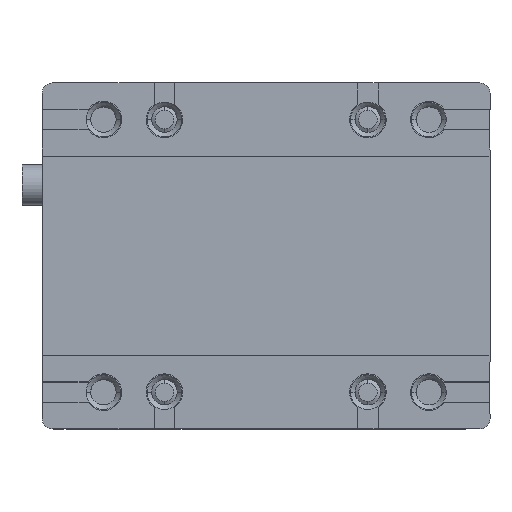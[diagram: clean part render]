
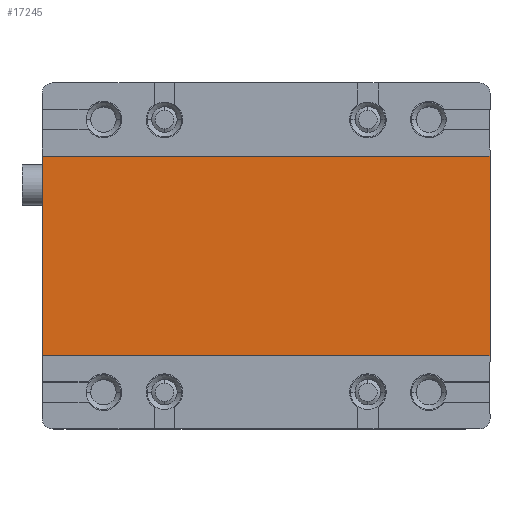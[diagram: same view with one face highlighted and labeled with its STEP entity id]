
A CAD part, top view. The second image highlights one B-rep face of the part: STEP entity #17245.
In plain terms, the highlighted planar face has unit normal (0, 0, 1).
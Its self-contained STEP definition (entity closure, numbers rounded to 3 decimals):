
#181 = VERTEX_POINT ( 'NONE', #14144 ) ;
#1455 = VECTOR ( 'NONE', #14286, 1000. ) ;
#2096 = ORIENTED_EDGE ( 'NONE', *, *, #6448, .T. ) ;
#2727 = DIRECTION ( 'NONE',  ( 1., 0., 0. ) ) ;
#3143 = CARTESIAN_POINT ( 'NONE',  ( 11., -4.9, 5.4 ) ) ;
#3262 = CARTESIAN_POINT ( 'NONE',  ( -11., 4.9, 5.4 ) ) ;
#4433 = PLANE ( 'NONE',  #19586 ) ;
#4548 = DIRECTION ( 'NONE',  ( 1., 0., 0. ) ) ;
#5467 = VECTOR ( 'NONE', #2727, 1000. ) ;
#6448 = EDGE_CURVE ( 'NONE', #18605, #181, #19032, .T. ) ;
#6530 = EDGE_CURVE ( 'NONE', #11523, #18605, #18912, .T. ) ;
#7733 = CARTESIAN_POINT ( 'NONE',  ( -11., 4.9, 5.4 ) ) ;
#7813 = EDGE_LOOP ( 'NONE', ( #12186, #22041, #2096, #12668 ) ) ;
#8084 = FACE_OUTER_BOUND ( 'NONE', #7813, .T. ) ;
#9180 = LINE ( 'NONE', #7733, #1455 ) ;
#9447 = CARTESIAN_POINT ( 'NONE',  ( -11., 4.9, 5.4 ) ) ;
#10041 = CARTESIAN_POINT ( 'NONE',  ( 11., 4.9, 5.4 ) ) ;
#11523 = VERTEX_POINT ( 'NONE', #14794 ) ;
#12186 = ORIENTED_EDGE ( 'NONE', *, *, #17144, .T. ) ;
#12668 = ORIENTED_EDGE ( 'NONE', *, *, #21012, .T. ) ;
#12890 = VERTEX_POINT ( 'NONE', #9447 ) ;
#13530 = CARTESIAN_POINT ( 'NONE',  ( 0., 0., 5.4 ) ) ;
#13764 = DIRECTION ( 'NONE',  ( 0., 0., 1. ) ) ;
#14144 = CARTESIAN_POINT ( 'NONE',  ( 11., 4.9, 5.4 ) ) ;
#14286 = DIRECTION ( 'NONE',  ( 0., -1., 0. ) ) ;
#14794 = CARTESIAN_POINT ( 'NONE',  ( -11., -4.9, 5.4 ) ) ;
#17144 = EDGE_CURVE ( 'NONE', #12890, #11523, #9180, .T. ) ;
#17245 = ADVANCED_FACE ( '��5', ( #8084 ), #4433, .T. ) ;
#18605 = VERTEX_POINT ( 'NONE', #3143 ) ;
#18912 = LINE ( 'NONE', #20456, #5467 ) ;
#19032 = LINE ( 'NONE', #10041, #23209 ) ;
#19099 = VECTOR ( 'NONE', #21003, 1000. ) ;
#19586 = AXIS2_PLACEMENT_3D ( 'NONE', #13530, #13764, #4548 ) ;
#20456 = CARTESIAN_POINT ( 'NONE',  ( -11., -4.9, 5.4 ) ) ;
#21003 = DIRECTION ( 'NONE',  ( -1., 0., 0. ) ) ;
#21012 = EDGE_CURVE ( 'NONE', #181, #12890, #22795, .T. ) ;
#22041 = ORIENTED_EDGE ( 'NONE', *, *, #6530, .T. ) ;
#22593 = DIRECTION ( 'NONE',  ( 0., 1., 0. ) ) ;
#22795 = LINE ( 'NONE', #3262, #19099 ) ;
#23209 = VECTOR ( 'NONE', #22593, 1000. ) ;
